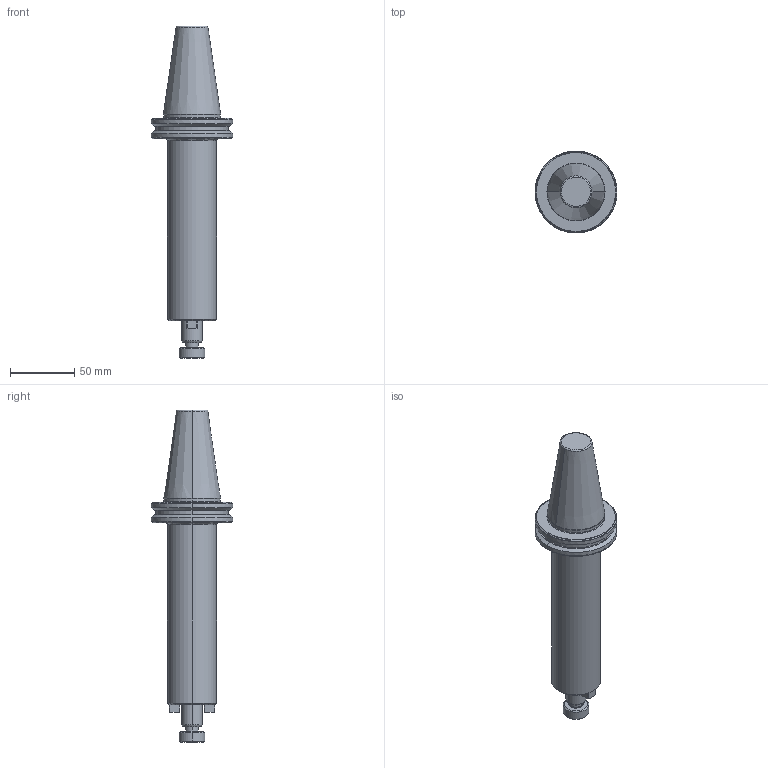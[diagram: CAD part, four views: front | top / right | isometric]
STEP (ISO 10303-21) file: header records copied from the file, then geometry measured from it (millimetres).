
FILE_DESCRIPTION (( 'STEP AP203' ), '1' );
FILE_NAME ('SK40 FMH16 160 AD-6.3G15000 SL SP.S.STEP', '2019-04-30T11:35:28', ( '' ), ( '' ), 'SwSTEP 2.0', 'SolidWorks 2014', '' );
FILE_SCHEMA (( 'CONFIG_CONTROL_DESIGN' ));
Length unit declared in the file: millimetre
Products named in the file (1): SK40 FMH16 160 AD-6.3G15000 SL SP.S
Bounding box: 63.5 x 63.5 x 257.4 mm (x, y, z)
Volume: 283836.6 mm3; surface area: 35833.4 mm2
Topology: 1 solids, 1 shells, 107 faces, 266 edges, 170 vertices
Faces by surface type: plane 35, bspline 20, cone 20, torus 16, cylinder 16
Entity records: 4251 total; most frequent: CARTESIAN_POINT 1666, ORIENTED_EDGE 532, DIRECTION 528, EDGE_CURVE 266, AXIS2_PLACEMENT_3D 210, VERTEX_POINT 170, CIRCLE 122, EDGE_LOOP 116
